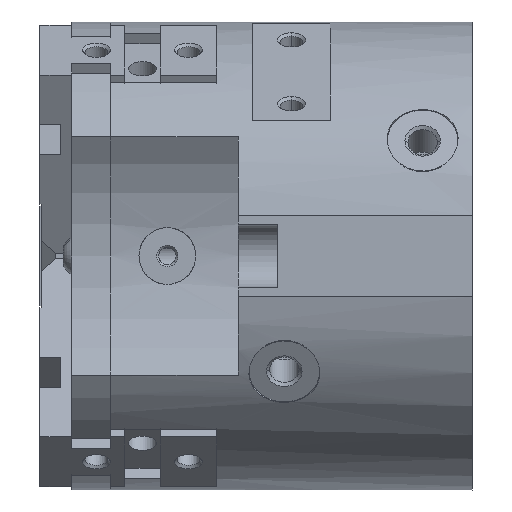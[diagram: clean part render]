
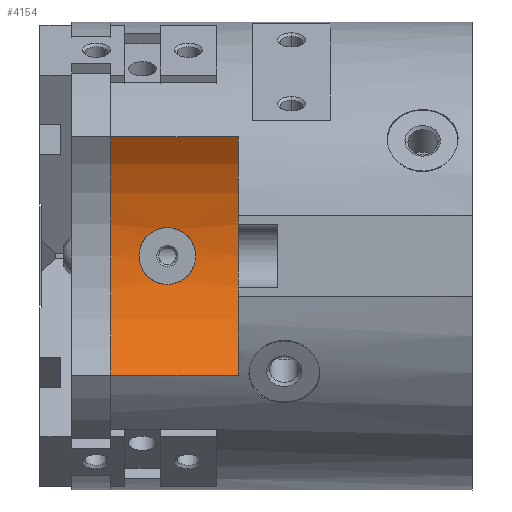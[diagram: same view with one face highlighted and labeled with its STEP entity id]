
A CAD part, left-side view. The second image highlights one B-rep face of the part: STEP entity #4154.
In plain terms, the highlighted cylindrical face has radius 28 mm (diameter 56 mm), a partial arc.
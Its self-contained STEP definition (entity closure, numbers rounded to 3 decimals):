
#3286 = VERTEX_POINT( '', #7989 );
#3666 = VERTEX_POINT( '', #8410 );
#3890 = EDGE_CURVE( '', #3286, #6242, #8662, .T. );
#4108 = EDGE_CURVE( '', #3666, #5532, #8905, .T. );
#4154 = ADVANCED_FACE( '', ( #8957, #8958 ), #8959, .F. );
#4230 = VERTEX_POINT( '', #9042 );
#4326 = EDGE_CURVE( '', #5330, #3286, #9141, .T. );
#5330 = VERTEX_POINT( '', #10234 );
#5474 = EDGE_CURVE( '', #5532, #3666, #10391, .T. );
#5532 = VERTEX_POINT( '', #10451 );
#5584 = EDGE_CURVE( '', #4230, #6242, #10510, .T. );
#6242 = VERTEX_POINT( '', #11249 );
#6850 = EDGE_CURVE( '', #4230, #5330, #11924, .T. );
#7989 = CARTESIAN_POINT( '', ( -28.402, 33., -16.803 ) );
#8410 = CARTESIAN_POINT( '', ( -23.087, 43., 4. ) );
#8662 = LINE( '', #14580, #14581 );
#8905 = B_SPLINE_CURVE_WITH_KNOTS( '', 3, ( #14963, #14964, #14965, #14966, #14967, #14968, #14969, #14970, #14971, #14972, #14973, #14974, #14975, #14976, #14977, #14978, #14979, #14980, #14981, #14982, #14983, #14984, #14985, #14986, #14987, #14988, #14989, #14990, #14991, #14992, #14993, #14994, #14995, #14996 ), .UNSPECIFIED., .F., .F., ( 4, 2, 2, 2, 2, 2, 2, 2, 2, 2, 2, 2, 2, 2, 2, 2, 4 ), ( 0., 0.754, 1.509, 2.263, 3.018, 3.772, 4.527, 5.281, 6.036, 6.79, 7.545, 8.299, 9.054, 9.808, 10.563, 11.317, 12.072 ), .UNSPECIFIED. );
#8957 = FACE_OUTER_BOUND( '', #15068, .T. );
#8958 = FACE_BOUND( '', #15069, .T. );
#8959 = CYLINDRICAL_SURFACE( '', #15070, 28. );
#9042 = CARTESIAN_POINT( '', ( -28.402, 50.99, 16.803 ) );
#9141 = CIRCLE( '', #15392, 28. );
#10234 = CARTESIAN_POINT( '', ( -28.402, 33., 16.803 ) );
#10391 = B_SPLINE_CURVE_WITH_KNOTS( '', 3, ( #17310, #17311, #17312, #17313, #17314, #17315, #17316, #17317, #17318, #17319, #17320, #17321, #17322, #17323, #17324, #17325, #17326, #17327, #17328, #17329, #17330, #17331, #17332, #17333, #17334, #17335, #17336, #17337, #17338, #17339, #17340, #17341, #17342, #17343 ), .UNSPECIFIED., .F., .F., ( 4, 2, 2, 2, 2, 2, 2, 2, 2, 2, 2, 2, 2, 2, 2, 2, 4 ), ( 12.072, 12.826, 13.581, 14.335, 15.09, 15.844, 16.599, 17.353, 18.108, 18.862, 19.617, 20.371, 21.126, 21.88, 22.634, 23.389, 24.143 ), .UNSPECIFIED. );
#10451 = CARTESIAN_POINT( '', ( -23.087, 43., -4. ) );
#10510 = CIRCLE( '', #17517, 28. );
#11249 = CARTESIAN_POINT( '', ( -28.402, 50.99, -16.803 ) );
#11924 = LINE( '', #19759, #19760 );
#14580 = CARTESIAN_POINT( '', ( -28.402, 56.5, -16.803 ) );
#14581 = VECTOR( '', #21995, 1. );
#14963 = CARTESIAN_POINT( '', ( -23.087, 43., 4. ) );
#14964 = CARTESIAN_POINT( '', ( -23.087, 42.749, 4. ) );
#14965 = CARTESIAN_POINT( '', ( -23.084, 42.489, 3.976 ) );
#14966 = CARTESIAN_POINT( '', ( -23.069, 41.972, 3.875 ) );
#14967 = CARTESIAN_POINT( '', ( -23.058, 41.715, 3.797 ) );
#14968 = CARTESIAN_POINT( '', ( -23.031, 41.222, 3.593 ) );
#14969 = CARTESIAN_POINT( '', ( -23.015, 40.986, 3.466 ) );
#14970 = CARTESIAN_POINT( '', ( -22.98, 40.549, 3.172 ) );
#14971 = CARTESIAN_POINT( '', ( -22.961, 40.349, 3.006 ) );
#14972 = CARTESIAN_POINT( '', ( -22.925, 39.994, 2.651 ) );
#14973 = CARTESIAN_POINT( '', ( -22.907, 39.828, 2.451 ) );
#14974 = CARTESIAN_POINT( '', ( -22.872, 39.534, 2.014 ) );
#14975 = CARTESIAN_POINT( '', ( -22.855, 39.407, 1.778 ) );
#14976 = CARTESIAN_POINT( '', ( -22.828, 39.203, 1.285 ) );
#14977 = CARTESIAN_POINT( '', ( -22.818, 39.125, 1.028 ) );
#14978 = CARTESIAN_POINT( '', ( -22.803, 39.024, 0.511 ) );
#14979 = CARTESIAN_POINT( '', ( -22.8, 39., 0.251 ) );
#14980 = CARTESIAN_POINT( '', ( -22.8, 39., -0.251 ) );
#14981 = CARTESIAN_POINT( '', ( -22.803, 39.024, -0.511 ) );
#14982 = CARTESIAN_POINT( '', ( -22.818, 39.125, -1.028 ) );
#14983 = CARTESIAN_POINT( '', ( -22.828, 39.203, -1.285 ) );
#14984 = CARTESIAN_POINT( '', ( -22.855, 39.407, -1.778 ) );
#14985 = CARTESIAN_POINT( '', ( -22.872, 39.534, -2.014 ) );
#14986 = CARTESIAN_POINT( '', ( -22.907, 39.828, -2.451 ) );
#14987 = CARTESIAN_POINT( '', ( -22.925, 39.994, -2.651 ) );
#14988 = CARTESIAN_POINT( '', ( -22.961, 40.349, -3.006 ) );
#14989 = CARTESIAN_POINT( '', ( -22.98, 40.549, -3.172 ) );
#14990 = CARTESIAN_POINT( '', ( -23.015, 40.986, -3.466 ) );
#14991 = CARTESIAN_POINT( '', ( -23.031, 41.222, -3.593 ) );
#14992 = CARTESIAN_POINT( '', ( -23.058, 41.715, -3.797 ) );
#14993 = CARTESIAN_POINT( '', ( -23.069, 41.972, -3.875 ) );
#14994 = CARTESIAN_POINT( '', ( -23.084, 42.489, -3.976 ) );
#14995 = CARTESIAN_POINT( '', ( -23.087, 42.749, -4. ) );
#14996 = CARTESIAN_POINT( '', ( -23.087, 43., -4. ) );
#15068 = EDGE_LOOP( '', ( #22346, #22347, #22348, #22349 ) );
#15069 = EDGE_LOOP( '', ( #22350, #22351 ) );
#15070 = AXIS2_PLACEMENT_3D( '', #22352, #22353, #22354 );
#15392 = AXIS2_PLACEMENT_3D( '', #22513, #22514, #22515 );
#17310 = CARTESIAN_POINT( '', ( -23.087, 43., -4. ) );
#17311 = CARTESIAN_POINT( '', ( -23.087, 43.251, -4. ) );
#17312 = CARTESIAN_POINT( '', ( -23.084, 43.511, -3.976 ) );
#17313 = CARTESIAN_POINT( '', ( -23.069, 44.028, -3.875 ) );
#17314 = CARTESIAN_POINT( '', ( -23.058, 44.285, -3.797 ) );
#17315 = CARTESIAN_POINT( '', ( -23.031, 44.778, -3.593 ) );
#17316 = CARTESIAN_POINT( '', ( -23.015, 45.014, -3.466 ) );
#17317 = CARTESIAN_POINT( '', ( -22.98, 45.451, -3.172 ) );
#17318 = CARTESIAN_POINT( '', ( -22.961, 45.651, -3.006 ) );
#17319 = CARTESIAN_POINT( '', ( -22.925, 46.006, -2.651 ) );
#17320 = CARTESIAN_POINT( '', ( -22.907, 46.172, -2.451 ) );
#17321 = CARTESIAN_POINT( '', ( -22.872, 46.466, -2.014 ) );
#17322 = CARTESIAN_POINT( '', ( -22.855, 46.593, -1.778 ) );
#17323 = CARTESIAN_POINT( '', ( -22.828, 46.797, -1.285 ) );
#17324 = CARTESIAN_POINT( '', ( -22.818, 46.875, -1.028 ) );
#17325 = CARTESIAN_POINT( '', ( -22.803, 46.976, -0.511 ) );
#17326 = CARTESIAN_POINT( '', ( -22.8, 47., -0.251 ) );
#17327 = CARTESIAN_POINT( '', ( -22.8, 47., 0.251 ) );
#17328 = CARTESIAN_POINT( '', ( -22.803, 46.976, 0.511 ) );
#17329 = CARTESIAN_POINT( '', ( -22.818, 46.875, 1.028 ) );
#17330 = CARTESIAN_POINT( '', ( -22.828, 46.797, 1.285 ) );
#17331 = CARTESIAN_POINT( '', ( -22.855, 46.593, 1.778 ) );
#17332 = CARTESIAN_POINT( '', ( -22.872, 46.466, 2.014 ) );
#17333 = CARTESIAN_POINT( '', ( -22.907, 46.172, 2.451 ) );
#17334 = CARTESIAN_POINT( '', ( -22.925, 46.006, 2.651 ) );
#17335 = CARTESIAN_POINT( '', ( -22.961, 45.651, 3.006 ) );
#17336 = CARTESIAN_POINT( '', ( -22.98, 45.451, 3.172 ) );
#17337 = CARTESIAN_POINT( '', ( -23.015, 45.014, 3.466 ) );
#17338 = CARTESIAN_POINT( '', ( -23.031, 44.778, 3.593 ) );
#17339 = CARTESIAN_POINT( '', ( -23.058, 44.285, 3.797 ) );
#17340 = CARTESIAN_POINT( '', ( -23.069, 44.028, 3.875 ) );
#17341 = CARTESIAN_POINT( '', ( -23.084, 43.511, 3.976 ) );
#17342 = CARTESIAN_POINT( '', ( -23.087, 43.251, 4. ) );
#17343 = CARTESIAN_POINT( '', ( -23.087, 43., 4. ) );
#17517 = AXIS2_PLACEMENT_3D( '', #23916, #23917, #23918 );
#19759 = CARTESIAN_POINT( '', ( -28.402, 56.5, 16.803 ) );
#19760 = VECTOR( '', #25571, 1. );
#21995 = DIRECTION( '', ( 0., 1., 0. ) );
#22346 = ORIENTED_EDGE( '', *, *, #5584, .T. );
#22347 = ORIENTED_EDGE( '', *, *, #3890, .F. );
#22348 = ORIENTED_EDGE( '', *, *, #4326, .F. );
#22349 = ORIENTED_EDGE( '', *, *, #6850, .F. );
#22350 = ORIENTED_EDGE( '', *, *, #4108, .T. );
#22351 = ORIENTED_EDGE( '', *, *, #5474, .T. );
#22352 = CARTESIAN_POINT( '', ( -50.8, 56.5, 0. ) );
#22353 = DIRECTION( '', ( 0., 1., 0. ) );
#22354 = DIRECTION( '', ( 0.776, 0., -0.63 ) );
#22513 = CARTESIAN_POINT( '', ( -50.8, 33., 0. ) );
#22514 = DIRECTION( '', ( 0., 1., 0. ) );
#22515 = DIRECTION( '', ( 0.776, 0., -0.63 ) );
#23916 = CARTESIAN_POINT( '', ( -50.8, 50.99, 0. ) );
#23917 = DIRECTION( '', ( 0., 1., 0. ) );
#23918 = DIRECTION( '', ( 0.776, 0., -0.63 ) );
#25571 = DIRECTION( '', ( 0., -1., 0. ) );
